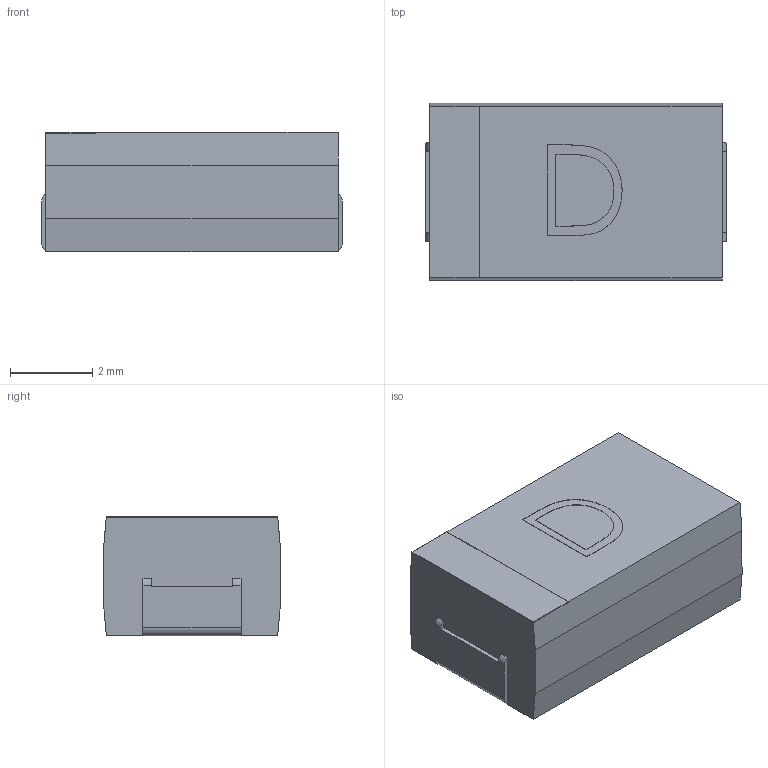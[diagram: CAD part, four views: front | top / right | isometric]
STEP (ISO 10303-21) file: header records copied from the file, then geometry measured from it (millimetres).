
FILE_DESCRIPTION (( 'STEP AP214' ), '1' );
FILE_NAME ('TAJ-D.STEP', '2008-07-11T11:56:26', ( 'j' ), ( '' ), 'SwSTEP 2.0', 'SolidWorks 2004231', '' );
FILE_SCHEMA (( 'AUTOMOTIVE_DESIGN' ));
Length unit declared in the file: millimetre
Products named in the file (1): TAJ-D
Bounding box: 7.3 x 4.3 x 2.9 mm (x, y, z)
Volume: 88.3 mm3; surface area: 138.4 mm2
Topology: 2 solids, 2 shells, 63 faces, 171 edges, 114 vertices
Faces by surface type: plane 50, bspline 7, cylinder 6
Entity records: 2808 total; most frequent: CARTESIAN_POINT 1030, ORIENTED_EDGE 342, DIRECTION 283, EDGE_CURVE 171, VECTOR 145, LINE 145, VERTEX_POINT 114, AXIS2_PLACEMENT_3D 69
